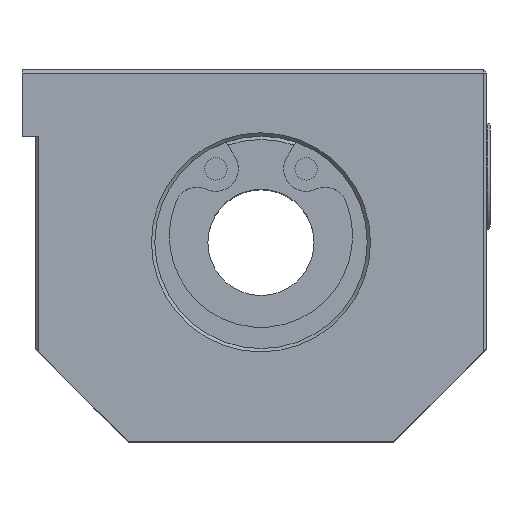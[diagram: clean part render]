
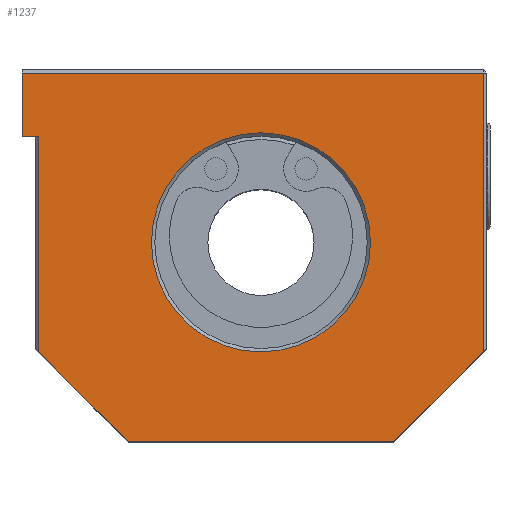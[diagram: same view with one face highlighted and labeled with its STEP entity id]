
A CAD part, top view. The second image highlights one B-rep face of the part: STEP entity #1237.
In plain terms, the highlighted planar face has unit normal (0, 0, 1).
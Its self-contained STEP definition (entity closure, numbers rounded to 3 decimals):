
#45=FACE_BOUND('',#433,.T.);
#74=PLANE('',#1414);
#120=LINE('',#1998,#221);
#121=LINE('',#2000,#222);
#122=LINE('',#2002,#223);
#123=LINE('',#2004,#224);
#124=LINE('',#2006,#225);
#125=LINE('',#2008,#226);
#126=LINE('',#2010,#227);
#127=LINE('',#2011,#228);
#221=VECTOR('',#1590,10.);
#222=VECTOR('',#1591,10.);
#223=VECTOR('',#1592,10.);
#224=VECTOR('',#1593,10.);
#225=VECTOR('',#1594,10.);
#226=VECTOR('',#1595,10.);
#227=VECTOR('',#1596,10.);
#228=VECTOR('',#1597,10.);
#353=FACE_OUTER_BOUND('',#432,.T.);
#432=EDGE_LOOP('',(#899,#900,#901,#902,#903,#904,#905,#906));
#433=EDGE_LOOP('',(#907));
#537=CIRCLE('',#1412,8.25);
#602=VERTEX_POINT('',#1990);
#604=VERTEX_POINT('',#1996);
#605=VERTEX_POINT('',#1997);
#606=VERTEX_POINT('',#1999);
#607=VERTEX_POINT('',#2001);
#608=VERTEX_POINT('',#2003);
#609=VERTEX_POINT('',#2005);
#610=VERTEX_POINT('',#2007);
#611=VERTEX_POINT('',#2009);
#717=EDGE_CURVE('',#602,#602,#537,.T.);
#720=EDGE_CURVE('',#604,#605,#120,.T.);
#721=EDGE_CURVE('',#606,#604,#121,.T.);
#722=EDGE_CURVE('',#607,#606,#122,.T.);
#723=EDGE_CURVE('',#608,#607,#123,.T.);
#724=EDGE_CURVE('',#609,#608,#124,.T.);
#725=EDGE_CURVE('',#609,#610,#125,.T.);
#726=EDGE_CURVE('',#611,#610,#126,.T.);
#727=EDGE_CURVE('',#611,#605,#127,.T.);
#899=ORIENTED_EDGE('',*,*,#720,.F.);
#900=ORIENTED_EDGE('',*,*,#721,.F.);
#901=ORIENTED_EDGE('',*,*,#722,.F.);
#902=ORIENTED_EDGE('',*,*,#723,.F.);
#903=ORIENTED_EDGE('',*,*,#724,.F.);
#904=ORIENTED_EDGE('',*,*,#725,.T.);
#905=ORIENTED_EDGE('',*,*,#726,.F.);
#906=ORIENTED_EDGE('',*,*,#727,.T.);
#907=ORIENTED_EDGE('',*,*,#717,.F.);
#1237=ADVANCED_FACE('',(#353,#45),#74,.T.);
#1412=AXIS2_PLACEMENT_3D('',#1991,#1583,#1584);
#1414=AXIS2_PLACEMENT_3D('',#1995,#1588,#1589);
#1583=DIRECTION('center_axis',(0.,0.,1.));
#1584=DIRECTION('ref_axis',(-1.,0.,0.));
#1588=DIRECTION('center_axis',(0.,0.,1.));
#1589=DIRECTION('ref_axis',(1.,0.,0.));
#1590=DIRECTION('',(0.,-1.,0.));
#1591=DIRECTION('',(1.,0.,0.));
#1592=DIRECTION('',(0.,1.,0.));
#1593=DIRECTION('',(-1.,0.,0.));
#1594=DIRECTION('',(0.,1.,0.));
#1595=DIRECTION('',(0.707,-0.707,0.));
#1596=DIRECTION('',(-1.,0.,0.));
#1597=DIRECTION('',(0.707,0.707,0.));
#1990=CARTESIAN_POINT('',(8.25,1.,16.));
#1991=CARTESIAN_POINT('Origin',(0.,1.,16.));
#1995=CARTESIAN_POINT('Origin',(0.,0.,
16.));
#1996=CARTESIAN_POINT('',(16.75,13.75,16.));
#1997=CARTESIAN_POINT('',(16.75,-7.25,16.));
#1998=CARTESIAN_POINT('',(16.75,7.,16.));
#1999=CARTESIAN_POINT('',(-18.,13.75,16.));
#2000=CARTESIAN_POINT('',(-8.5,13.75,16.));
#2001=CARTESIAN_POINT('',(-18.,9.,16.));
#2002=CARTESIAN_POINT('',(-18.,9.,16.));
#2003=CARTESIAN_POINT('',(-16.75,9.,16.));
#2004=CARTESIAN_POINT('',(-17.,9.,16.));
#2005=CARTESIAN_POINT('',(-16.75,-7.25,16.));
#2006=CARTESIAN_POINT('',(-16.75,-7.,16.));
#2007=CARTESIAN_POINT('',(-10.,-14.,16.));
#2008=CARTESIAN_POINT('',(-11.,-13.,16.));
#2009=CARTESIAN_POINT('',(10.,-14.,16.));
#2010=CARTESIAN_POINT('',(17.,-14.,16.));
#2011=CARTESIAN_POINT('',(14.5,-9.5,16.));
